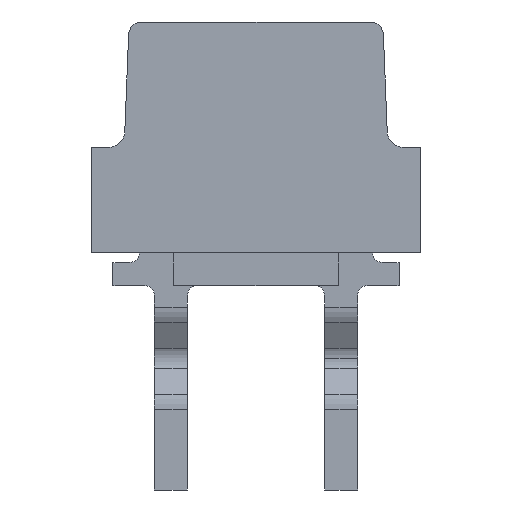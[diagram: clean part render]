
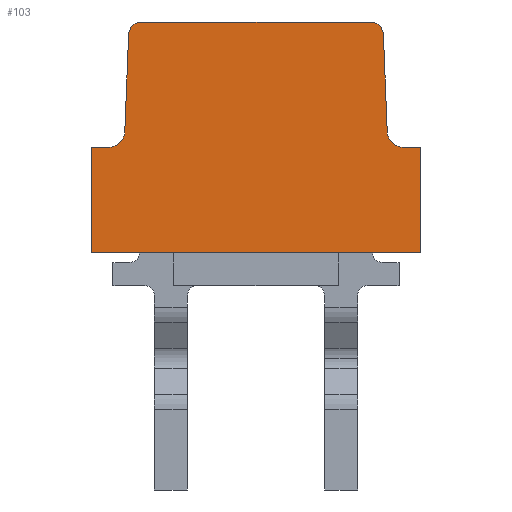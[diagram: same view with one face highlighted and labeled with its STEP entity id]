
A CAD part, left-side view. The second image highlights one B-rep face of the part: STEP entity #103.
In plain terms, the highlighted planar face has unit normal (-1, 0, 0).
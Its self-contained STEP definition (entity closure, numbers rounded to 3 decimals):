
#103=ADVANCED_FACE('',(#1223),#1224,.F.);
#1223=FACE_OUTER_BOUND('',#3464,.T.);
#1224=PLANE('',#3465);
#3464=EDGE_LOOP('',(#5845,#5846,#5847,#5848,#5849,#5850,#5851,#5852,#5853,#5854,#5855,#5856));
#3465=AXIS2_PLACEMENT_3D('',#5857,#5858,#5859);
#5845=ORIENTED_EDGE('',*,*,#15182,.F.);
#5846=ORIENTED_EDGE('',*,*,#15183,.T.);
#5847=ORIENTED_EDGE('',*,*,#15184,.F.);
#5848=ORIENTED_EDGE('',*,*,#15185,.F.);
#5849=ORIENTED_EDGE('',*,*,#15186,.F.);
#5850=ORIENTED_EDGE('',*,*,#15187,.F.);
#5851=ORIENTED_EDGE('',*,*,#15188,.F.);
#5852=ORIENTED_EDGE('',*,*,#15189,.F.);
#5853=ORIENTED_EDGE('',*,*,#15190,.F.);
#5854=ORIENTED_EDGE('',*,*,#15191,.F.);
#5855=ORIENTED_EDGE('',*,*,#15192,.F.);
#5856=ORIENTED_EDGE('',*,*,#15193,.T.);
#5857=CARTESIAN_POINT('',(-11.125,0.0,0.0));
#5858=DIRECTION('',(1.0,0.0,0.0));
#5859=DIRECTION('',(0.0,1.0,0.0));
#15182=EDGE_CURVE('',#18368,#18369,#18370,.T.);
#15183=EDGE_CURVE('',#18368,#18371,#18372,.T.);
#15184=EDGE_CURVE('',#18373,#18371,#18374,.T.);
#15185=EDGE_CURVE('',#18375,#18373,#18376,.T.);
#15186=EDGE_CURVE('',#18377,#18375,#18378,.T.);
#15187=EDGE_CURVE('',#18379,#18377,#18380,.T.);
#15188=EDGE_CURVE('',#18381,#18379,#18382,.T.);
#15189=EDGE_CURVE('',#18383,#18381,#18384,.T.);
#15190=EDGE_CURVE('',#18385,#18383,#18386,.T.);
#15191=EDGE_CURVE('',#18387,#18385,#18388,.T.);
#15192=EDGE_CURVE('',#18389,#18387,#18390,.T.);
#15193=EDGE_CURVE('',#18389,#18369,#18391,.T.);
#18368=VERTEX_POINT('',#23538);
#18369=VERTEX_POINT('',#23539);
#18370=LINE('',#23540,#23541);
#18371=VERTEX_POINT('',#23542);
#18372=CIRCLE('',#23543,0.2);
#18373=VERTEX_POINT('',#23544);
#18374=LINE('',#23545,#23546);
#18375=VERTEX_POINT('',#23547);
#18376=CIRCLE('',#23548,0.25);
#18377=VERTEX_POINT('',#23549);
#18378=LINE('',#23550,#23551);
#18379=VERTEX_POINT('',#23552);
#18380=LINE('',#23553,#23554);
#18381=VERTEX_POINT('',#23555);
#18382=LINE('',#23556,#23557);
#18383=VERTEX_POINT('',#23558);
#18384=LINE('',#23559,#23560);
#18385=VERTEX_POINT('',#23561);
#18386=LINE('',#23562,#23563);
#18387=VERTEX_POINT('',#23564);
#18388=CIRCLE('',#23565,0.25);
#18389=VERTEX_POINT('',#23566);
#18390=LINE('',#23567,#23568);
#18391=CIRCLE('',#23569,0.2);
#23538=CARTESIAN_POINT('',(-11.125,1.733,0.0));
#23539=CARTESIAN_POINT('',(-11.125,-1.733,0.0));
#23540=CARTESIAN_POINT('',(-11.125,1.733,0.0));
#23541=VECTOR('',#31170,3.465);
#23542=CARTESIAN_POINT('',(-11.125,1.933,-0.192));
#23543=AXIS2_PLACEMENT_3D('',#31171,#31172,#31173);
#23544=CARTESIAN_POINT('',(-11.125,1.991,-1.66));
#23545=CARTESIAN_POINT('',(-11.125,1.991,-1.66));
#23546=VECTOR('',#31174,1.469);
#23547=CARTESIAN_POINT('',(-11.125,2.24,-1.9));
#23548=AXIS2_PLACEMENT_3D('',#31175,#31176,#31177);
#23549=CARTESIAN_POINT('',(-11.125,2.5,-1.9));
#23550=CARTESIAN_POINT('',(-11.125,2.5,-1.9));
#23551=VECTOR('',#31178,0.26);
#23552=CARTESIAN_POINT('',(-11.125,2.5,-3.5));
#23553=CARTESIAN_POINT('',(-11.125,2.5,-3.5));
#23554=VECTOR('',#31179,1.6);
#23555=CARTESIAN_POINT('',(-11.125,-2.5,-3.5));
#23556=CARTESIAN_POINT('',(-11.125,-2.5,-3.5));
#23557=VECTOR('',#31180,5.0);
#23558=CARTESIAN_POINT('',(-11.125,-2.5,-1.9));
#23559=CARTESIAN_POINT('',(-11.125,-2.5,-1.9));
#23560=VECTOR('',#31181,1.6);
#23561=CARTESIAN_POINT('',(-11.125,-2.24,-1.9));
#23562=CARTESIAN_POINT('',(-11.125,-2.24,-1.9));
#23563=VECTOR('',#31182,0.26);
#23564=CARTESIAN_POINT('',(-11.125,-1.991,-1.66));
#23565=AXIS2_PLACEMENT_3D('',#31183,#31184,#31185);
#23566=CARTESIAN_POINT('',(-11.125,-1.933,-0.192));
#23567=CARTESIAN_POINT('',(-11.125,-1.933,-0.192));
#23568=VECTOR('',#31186,1.469);
#23569=AXIS2_PLACEMENT_3D('',#31187,#31188,#31189);
#31170=DIRECTION('',(0.0,-1.0,0.0));
#31171=CARTESIAN_POINT('',(-11.125,1.733,-0.2));
#31172=DIRECTION('',(-1.0,0.0,0.0));
#31173=DIRECTION('',(0.0,0.0,1.0));
#31174=DIRECTION('',(0.0,-0.039,0.999));
#31175=CARTESIAN_POINT('',(-11.125,2.24,-1.65));
#31176=DIRECTION('',(-1.0,0.0,0.0));
#31177=DIRECTION('',(0.0,0.,-1.0));
#31178=DIRECTION('',(0.0,-1.0,0.0));
#31179=DIRECTION('',(0.0,0.0,1.0));
#31180=DIRECTION('',(0.0,1.0,0.0));
#31181=DIRECTION('',(0.0,0.0,-1.0));
#31182=DIRECTION('',(0.0,-1.0,0.0));
#31183=CARTESIAN_POINT('',(-11.125,-2.24,-1.65));
#31184=DIRECTION('',(-1.0,0.0,0.0));
#31185=DIRECTION('',(0.0,0.999,-0.039));
#31186=DIRECTION('',(0.0,-0.039,-0.999));
#31187=CARTESIAN_POINT('',(-11.125,-1.733,-0.2));
#31188=DIRECTION('',(-1.0,0.0,0.0));
#31189=DIRECTION('',(0.0,-0.999,0.039));
